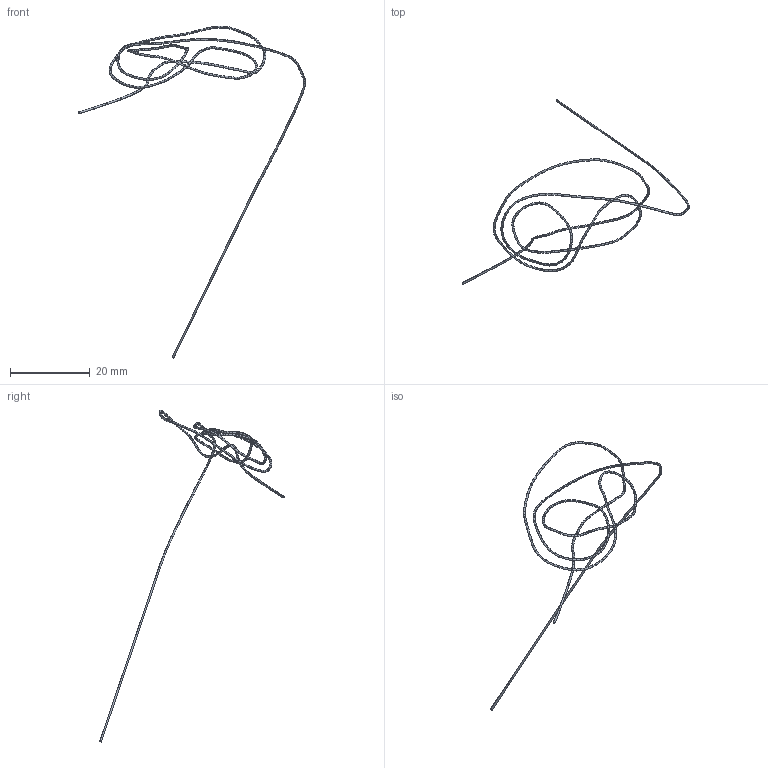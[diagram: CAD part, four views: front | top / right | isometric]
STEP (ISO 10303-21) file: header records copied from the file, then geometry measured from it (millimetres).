
FILE_DESCRIPTION(('STEP AP214'),'1');
FILE_NAME('Adult_DBS_06_Lead_Right.step','2024-02-05T22:15:05',(' '),('ANSOFT Corporation'),'Spatial InterOp 3D',' ',' ');
FILE_SCHEMA(('AUTOMOTIVE_DESIGN { 1 0 10303 214 1 1 1 1 }'));
Length unit declared in the file: millimetre
Products named in the file (1): Lead_right
Bounding box: 56.95 x 46.25 x 83.08 mm (x, y, z)
Volume: 79.2 mm3; surface area: 633.9 mm2
Topology: 1 solids, 1 shells, 600 faces, 1630 edges, 1032 vertices
Faces by surface type: cylinder 598, plane 2
Entity records: 19338 total; most frequent: DIRECTION 3864, CARTESIAN_POINT 3263, ORIENTED_EDGE 3260, AXIS2_PLACEMENT_3D 1633, EDGE_CURVE 1630, VERTEX_POINT 1032, ELLIPSE 1006, ADVANCED_FACE 600
